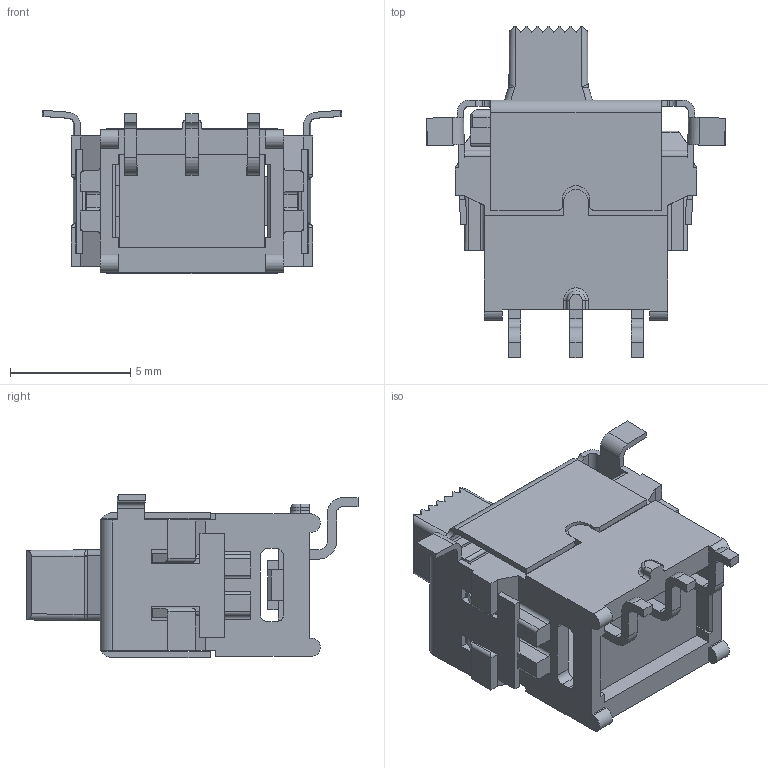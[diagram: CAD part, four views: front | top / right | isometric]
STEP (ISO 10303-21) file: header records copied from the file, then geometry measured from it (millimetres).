
FILE_DESCRIPTION( ( 'STEP AP203' ), '1' );
FILE_NAME( 'ES01MSABE.stp', '2020-02-12T12:38:33', ( '' ), ( '' ), ' ', 'PARTsolutions', ' ' );
FILE_SCHEMA( ( 'CONFIG_CONTROL_DESIGN' ) );
Length unit declared in the file: inch
Products named in the file (4): ES01MSABE; 1
Assembly tree (3 placements, depth 2):
  ES01MSABE
    1
    1
    1
Bounding box: 12.43 x 13.78 x 6.78 mm (x, y, z)
Volume: 225.5 mm3; surface area: 983.1 mm2
Topology: 3 solids, 3 shells, 529 faces, 1508 edges, 973 vertices
Faces by surface type: plane 379, cylinder 126, torus 14, bspline 8, sphere 2
Full cylindrical faces by diameter (mm): 0.597 x1, 0.711 x1, 1.676 x1
Entity records: 17975 total; most frequent: CARTESIAN_POINT 4147, ORIENTED_EDGE 3008, DIRECTION 2632, EDGE_CURVE 1504, LINE 1194, VECTOR 1194, VERTEX_POINT 972, AXIS2_PLACEMENT_3D 719
